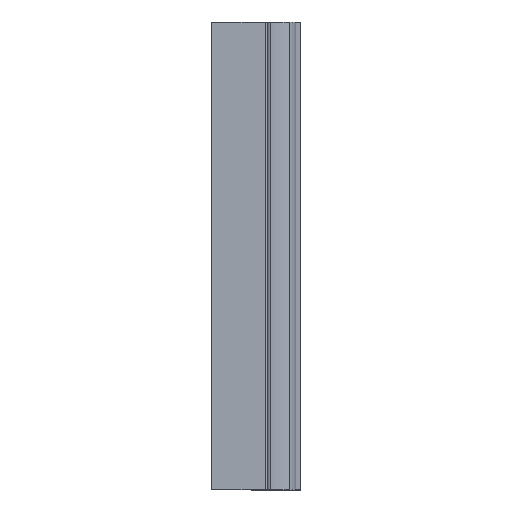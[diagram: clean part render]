
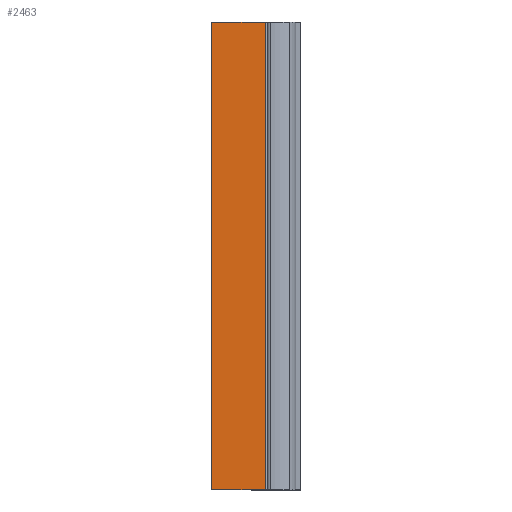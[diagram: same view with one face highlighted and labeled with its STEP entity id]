
A CAD part, top view. The second image highlights one B-rep face of the part: STEP entity #2463.
In plain terms, the highlighted planar face has unit normal (0, 0, 1).
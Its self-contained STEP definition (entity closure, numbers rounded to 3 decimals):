
#252 = PLANE ( 'NONE',  #1725 ) ;
#269 = CARTESIAN_POINT ( 'NONE',  ( 0., 100., 0. ) ) ;
#277 = ORIENTED_EDGE ( 'NONE', *, *, #2195, .T. ) ;
#388 = LINE ( 'NONE', #3258, #1886 ) ;
#425 = CARTESIAN_POINT ( 'NONE',  ( -23., -100., 0. ) ) ;
#515 = DIRECTION ( 'NONE',  ( -1., 0., 0. ) ) ;
#542 = CARTESIAN_POINT ( 'NONE',  ( -23., 100., 0. ) ) ;
#597 = EDGE_CURVE ( 'NONE', #1029, #2106, #1572, .T. ) ;
#648 = VECTOR ( 'NONE', #3020, 1000. ) ;
#1029 = VERTEX_POINT ( 'NONE', #425 ) ;
#1120 = ORIENTED_EDGE ( 'NONE', *, *, #2954, .F. ) ;
#1173 = DIRECTION ( 'NONE',  ( 0., 0., -1. ) ) ;
#1240 = VECTOR ( 'NONE', #2935, 1000. ) ;
#1329 = VERTEX_POINT ( 'NONE', #2539 ) ;
#1479 = LINE ( 'NONE', #3829, #1240 ) ;
#1519 = CARTESIAN_POINT ( 'NONE',  ( -23., -100., 0. ) ) ;
#1539 = VECTOR ( 'NONE', #2717, 1000. ) ;
#1572 = LINE ( 'NONE', #1519, #648 ) ;
#1635 = EDGE_CURVE ( 'NONE', #3848, #2106, #3432, .T. ) ;
#1725 = AXIS2_PLACEMENT_3D ( 'NONE', #542, #1173, #515 ) ;
#1886 = VECTOR ( 'NONE', #2689, 1000. ) ;
#1925 = EDGE_LOOP ( 'NONE', ( #2996, #3926, #1120, #277 ) ) ;
#2106 = VERTEX_POINT ( 'NONE', #2761 ) ;
#2195 = EDGE_CURVE ( 'NONE', #1329, #1029, #1479, .T. ) ;
#2463 = ADVANCED_FACE ( 'NONE', ( #3474 ), #252, .F. ) ;
#2539 = CARTESIAN_POINT ( 'NONE',  ( -23., 100., 0. ) ) ;
#2689 = DIRECTION ( 'NONE',  ( 1., 0., 0. ) ) ;
#2717 = DIRECTION ( 'NONE',  ( 0., -1., 0. ) ) ;
#2761 = CARTESIAN_POINT ( 'NONE',  ( 0., -100., 0. ) ) ;
#2935 = DIRECTION ( 'NONE',  ( 0., -1., 0. ) ) ;
#2954 = EDGE_CURVE ( 'NONE', #1329, #3848, #388, .T. ) ;
#2996 = ORIENTED_EDGE ( 'NONE', *, *, #597, .T. ) ;
#3020 = DIRECTION ( 'NONE',  ( 1., 0., 0. ) ) ;
#3258 = CARTESIAN_POINT ( 'NONE',  ( -23., 100., 0. ) ) ;
#3432 = LINE ( 'NONE', #269, #1539 ) ;
#3474 = FACE_OUTER_BOUND ( 'NONE', #1925, .T. ) ;
#3686 = CARTESIAN_POINT ( 'NONE',  ( 0., 100., 0. ) ) ;
#3829 = CARTESIAN_POINT ( 'NONE',  ( -23., 100., 0. ) ) ;
#3848 = VERTEX_POINT ( 'NONE', #3686 ) ;
#3926 = ORIENTED_EDGE ( 'NONE', *, *, #1635, .F. ) ;
